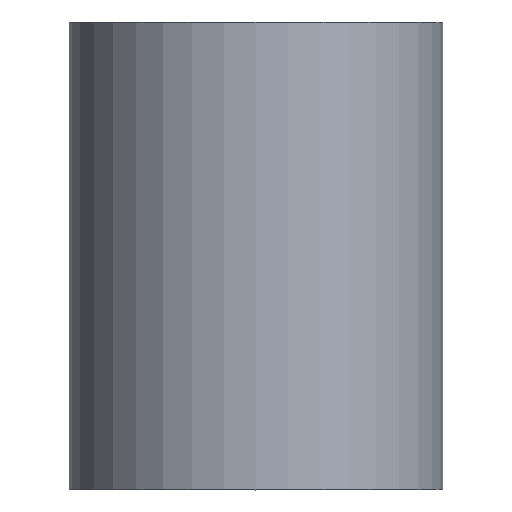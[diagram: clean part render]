
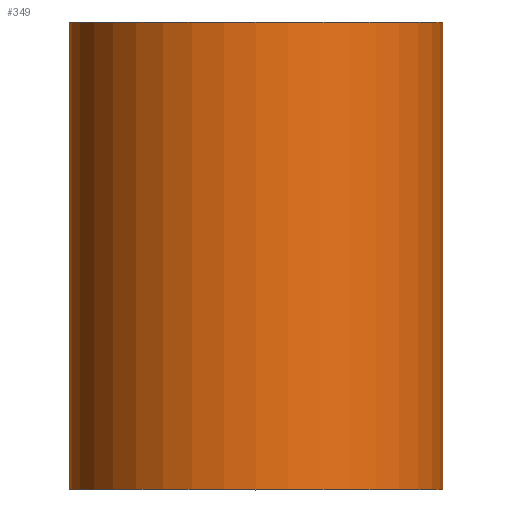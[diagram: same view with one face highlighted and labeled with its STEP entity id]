
A CAD part, top view. The second image highlights one B-rep face of the part: STEP entity #349.
In plain terms, the highlighted cylindrical face has radius 10 mm (diameter 20 mm), a partial arc.
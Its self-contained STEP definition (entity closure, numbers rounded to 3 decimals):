
#219=EDGE_CURVE('',#269,#337,#531,.T.);
#263=EDGE_CURVE('',#327,#337,#582,.T.);
#269=VERTEX_POINT('',#588);
#325=VERTEX_POINT('',#654);
#327=VERTEX_POINT('',#656);
#329=EDGE_CURVE('',#327,#325,#658,.T.);
#337=VERTEX_POINT('',#666);
#349=ADVANCED_FACE('',(#678),#679,.T.);
#417=EDGE_CURVE('',#269,#325,#750,.T.);
#531=LINE('',#881,#882);
#582=CIRCLE('',#948,10.0);
#588=CARTESIAN_POINT('',(10.0,-25.0,0.));
#654=CARTESIAN_POINT('',(-10.0,-25.0,0.0));
#656=CARTESIAN_POINT('',(-10.0,0.,0.0));
#658=LINE('',#1045,#1046);
#666=CARTESIAN_POINT('',(10.0,0.,0.));
#678=FACE_OUTER_BOUND('',#1073,.T.);
#679=CYLINDRICAL_SURFACE('',#1074,10.0);
#750=CIRCLE('',#1165,10.0);
#881=CARTESIAN_POINT('',(10.0,-12.5,0.));
#882=VECTOR('',#1296,1.0);
#948=AXIS2_PLACEMENT_3D('',#1380,#1381,#1382);
#1045=CARTESIAN_POINT('',(-10.0,-12.5,0.));
#1046=VECTOR('',#1477,1.0);
#1073=EDGE_LOOP('',(#1485,#1486,#1487,#1488));
#1074=AXIS2_PLACEMENT_3D('',#1489,#1490,#1491);
#1165=AXIS2_PLACEMENT_3D('',#1558,#1559,#1560);
#1296=DIRECTION('',(0.,1.0,-0.0));
#1380=CARTESIAN_POINT('',(0.0,0.0,0.0));
#1381=DIRECTION('',(0.,1.0,0.0));
#1382=DIRECTION('',(-1.0,0.,0.0));
#1477=DIRECTION('',(0.,-1.0,0.0));
#1485=ORIENTED_EDGE('',*,*,#329,.T.);
#1486=ORIENTED_EDGE('',*,*,#417,.F.);
#1487=ORIENTED_EDGE('',*,*,#219,.T.);
#1488=ORIENTED_EDGE('',*,*,#263,.F.);
#1489=CARTESIAN_POINT('',(0.,-12.5,0.0));
#1490=DIRECTION('',(0.,1.0,-0.0));
#1491=DIRECTION('',(-1.0,0.,0.0));
#1558=CARTESIAN_POINT('',(0.,-25.0,0.0));
#1559=DIRECTION('',(0.,-1.0,0.0));
#1560=DIRECTION('',(-1.0,0.,0.0));
